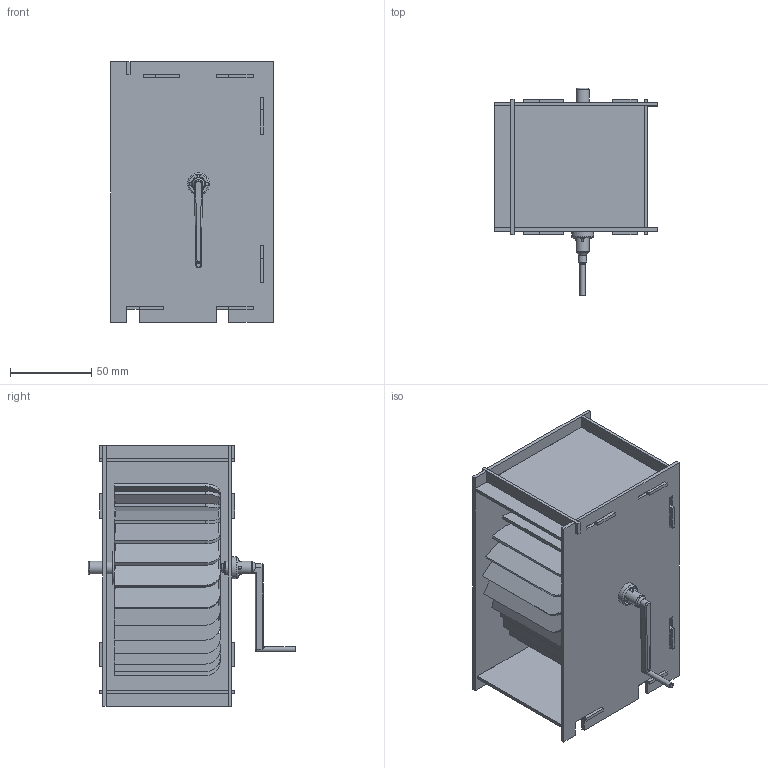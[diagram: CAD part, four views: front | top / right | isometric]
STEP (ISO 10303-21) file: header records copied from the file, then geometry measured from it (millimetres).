
FILE_DESCRIPTION(/* description */ (''),/* implementation_level */ '2;1');
FILE_NAME(/* name */ 'Ass for testing v8.step',/* time_stamp */ '2021-06-25T11:46:34+08:00',/* author */ (''),/* organization */ (''),/* preprocessor_version */ 'ST-DEVELOPER v18.1',/* originating_system */ 'Autodesk Translation Framework v10.9.0.1377',/* authorisation */ '');
FILE_SCHEMA (('AUTOMOTIVE_DESIGN { 1 0 10303 214 3 1 1 }'));
Length unit declared in the file: millimetre
Products named in the file (41): Ass for testing; Hour Wheel 1; Wheel; Axis; Hour Wheel 2; Wheel_1; Hour Flap; Hour Flap_1; Hour Flap_2; Hour Flap_3; Hour Flap_4; Hour Flap_5; Hour Flap_6; Hour Flap_7; Hour Flap_8; Hour Flap_9; Hour Flap_10; Hour Flap_11; Hour Flap_12; Hour Flap_13; Hour Flap_14; Hour Flap_15; Hour Flap_16; Hour Flap_17; Hour Flap_18; Hour Flap_19; Hour Flap_20; Hour Flap_21; Hour Flap_22; Hour Flap_23; Flap; Turning axis; Turning Axis_1; Panel Left; Panel Right; Panel Top; Panel Bottom; Panel Front; Panel Back; Module Connector (For Test) ...
Assembly tree (63 placements, depth 3):
  Ass for testing
    Hour Wheel 1
      Wheel
      Axis
    Hour Wheel 2
      Wheel_1
    Hour Flap
      Flap
    Hour Flap_1
      Flap
    Hour Flap_2
      Flap
    Hour Flap_3
      Flap
    Hour Flap_4
      Flap
    Hour Flap_5
      Flap
    Hour Flap_6
      Flap
    Hour Flap_7
      Flap
    Hour Flap_8
      Flap
    Hour Flap_9
      Flap
    Hour Flap_10
      Flap
    Hour Flap_11
      Flap
    Hour Flap_12
      Flap
    Hour Flap_13
      Flap
    Hour Flap_14
      Flap
    Hour Flap_15
      Flap
    Hour Flap_16
      Flap
    Hour Flap_17
      Flap
    Hour Flap_18
      Flap
    Hour Flap_19
      Flap
    Hour Flap_20
      Flap
    Hour Flap_21
      Flap
    Hour Flap_22
      Flap
    Hour Flap_23
      Flap
    Turning axis
      Turning Axis_1
    Panel Left
    Panel Right
    Panel Top
    Panel Bottom
Bounding box: 100 x 127.5 x 160 mm (x, y, z)
Volume: 247341.1 mm3; surface area: 268033.1 mm2
Topology: 35 solids, 35 shells, 921 faces, 2555 edges, 1697 vertices
Faces by surface type: plane 787, cylinder 113, torus 17, bspline 2, cone 2
Full cylindrical faces by diameter (mm): 3 x48, 3.255 x1, 5 x1, 8 x2, 8.75 x2, 11 x1, 13.5 x1, 20 x1, 62 x2, 65 x1, 77 x2
Entity records: 17399 total; most frequent: CARTESIAN_POINT 3135, DIRECTION 2828, ORIENTED_EDGE 2760, EDGE_CURVE 1380, LINE 1072, VECTOR 1072, VERTEX_POINT 915, AXIS2_PLACEMENT_3D 878
